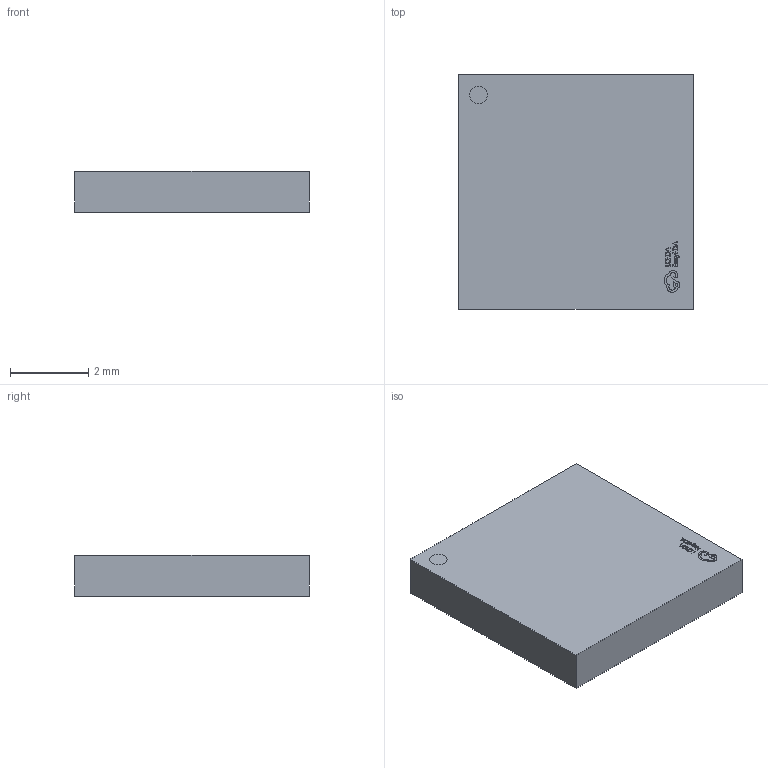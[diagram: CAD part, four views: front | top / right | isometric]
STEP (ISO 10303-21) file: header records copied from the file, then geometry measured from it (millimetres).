
FILE_DESCRIPTION (( 'STEP AP214' ), '1' );
FILE_NAME ('LAP-8_L6.0-W6.0-P1.27-BL.step', '2022-08-04T05:25:30', ( '' ), ( '' ), 'SwSTEP 2.0', 'SolidWorks 2020', '' );
FILE_SCHEMA (( 'AUTOMOTIVE_DESIGN' ));
Length unit declared in the file: millimetre
Products named in the file (1): LAP-8_L6.0-W6.0-P1.27-BL
Bounding box: 5.99 x 5.99 x 1.05 mm (x, y, z)
Volume: 37.4 mm3; surface area: 97.2 mm2
Topology: 14 solids, 14 shells, 339 faces, 885 edges, 590 vertices
Faces by surface type: plane 225, bspline 112, cylinder 2
Entity records: 15399 total; most frequent: CARTESIAN_POINT 3919, ORIENTED_EDGE 1770, DIRECTION 1117, EDGE_CURVE 885, LINE 653, VECTOR 653, VERTEX_POINT 590, EDGE_LOOP 367
